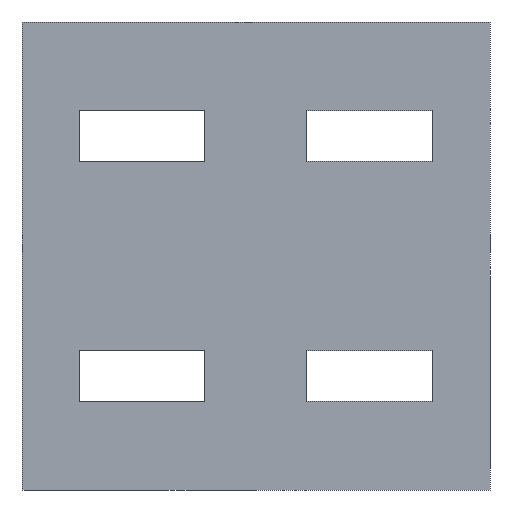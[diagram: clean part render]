
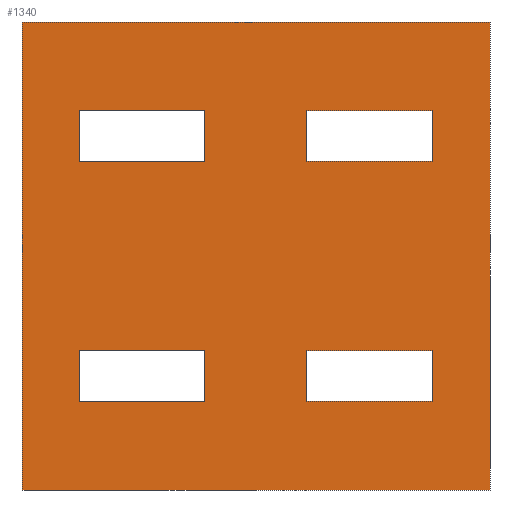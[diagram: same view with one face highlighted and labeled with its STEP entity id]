
A CAD part, front view. The second image highlights one B-rep face of the part: STEP entity #1340.
In plain terms, the highlighted planar face has unit normal (0, -1, 0).
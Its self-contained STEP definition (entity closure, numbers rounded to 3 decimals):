
#59=FACE_BOUND('',#155,.T.);
#60=FACE_BOUND('',#156,.T.);
#61=FACE_BOUND('',#157,.T.);
#62=FACE_BOUND('',#158,.T.);
#75=FACE_OUTER_BOUND('',#154,.T.);
#154=EDGE_LOOP('',(#934,#935,#936,#937));
#155=EDGE_LOOP('',(#938,#939,#940,#941));
#156=EDGE_LOOP('',(#942,#943,#944,#945));
#157=EDGE_LOOP('',(#946,#947,#948,#949));
#158=EDGE_LOOP('',(#950,#951,#952,#953));
#272=LINE('',#1988,#431);
#273=LINE('',#1990,#432);
#274=LINE('',#1992,#433);
#275=LINE('',#1993,#434);
#276=LINE('',#1996,#435);
#277=LINE('',#1998,#436);
#278=LINE('',#2000,#437);
#279=LINE('',#2001,#438);
#280=LINE('',#2004,#439);
#281=LINE('',#2006,#440);
#282=LINE('',#2008,#441);
#283=LINE('',#2009,#442);
#284=LINE('',#2012,#443);
#285=LINE('',#2014,#444);
#286=LINE('',#2016,#445);
#287=LINE('',#2017,#446);
#288=LINE('',#2020,#447);
#289=LINE('',#2022,#448);
#290=LINE('',#2024,#449);
#291=LINE('',#2025,#450);
#431=VECTOR('',#1575,78.);
#432=VECTOR('',#1576,78.);
#433=VECTOR('',#1577,78.);
#434=VECTOR('',#1578,78.);
#435=VECTOR('',#1579,21.);
#436=VECTOR('',#1580,8.5);
#437=VECTOR('',#1581,21.);
#438=VECTOR('',#1582,8.5);
#439=VECTOR('',#1583,8.5);
#440=VECTOR('',#1584,21.);
#441=VECTOR('',#1585,8.5);
#442=VECTOR('',#1586,21.);
#443=VECTOR('',#1587,8.5);
#444=VECTOR('',#1588,21.);
#445=VECTOR('',#1589,8.5);
#446=VECTOR('',#1590,21.);
#447=VECTOR('',#1591,21.);
#448=VECTOR('',#1592,8.5);
#449=VECTOR('',#1593,21.);
#450=VECTOR('',#1594,8.5);
#615=VERTEX_POINT('',#1986);
#616=VERTEX_POINT('',#1987);
#617=VERTEX_POINT('',#1989);
#618=VERTEX_POINT('',#1991);
#619=VERTEX_POINT('',#1994);
#620=VERTEX_POINT('',#1995);
#621=VERTEX_POINT('',#1997);
#622=VERTEX_POINT('',#1999);
#623=VERTEX_POINT('',#2002);
#624=VERTEX_POINT('',#2003);
#625=VERTEX_POINT('',#2005);
#626=VERTEX_POINT('',#2007);
#627=VERTEX_POINT('',#2010);
#628=VERTEX_POINT('',#2011);
#629=VERTEX_POINT('',#2013);
#630=VERTEX_POINT('',#2015);
#631=VERTEX_POINT('',#2018);
#632=VERTEX_POINT('',#2019);
#633=VERTEX_POINT('',#2021);
#634=VERTEX_POINT('',#2023);
#738=EDGE_CURVE('',#615,#616,#272,.T.);
#739=EDGE_CURVE('',#617,#616,#273,.T.);
#740=EDGE_CURVE('',#618,#617,#274,.T.);
#741=EDGE_CURVE('',#618,#615,#275,.T.);
#742=EDGE_CURVE('',#619,#620,#276,.T.);
#743=EDGE_CURVE('',#621,#619,#277,.T.);
#744=EDGE_CURVE('',#622,#621,#278,.T.);
#745=EDGE_CURVE('',#620,#622,#279,.T.);
#746=EDGE_CURVE('',#623,#624,#280,.T.);
#747=EDGE_CURVE('',#625,#623,#281,.T.);
#748=EDGE_CURVE('',#626,#625,#282,.T.);
#749=EDGE_CURVE('',#624,#626,#283,.T.);
#750=EDGE_CURVE('',#627,#628,#284,.T.);
#751=EDGE_CURVE('',#629,#627,#285,.T.);
#752=EDGE_CURVE('',#630,#629,#286,.T.);
#753=EDGE_CURVE('',#628,#630,#287,.T.);
#754=EDGE_CURVE('',#631,#632,#288,.T.);
#755=EDGE_CURVE('',#633,#631,#289,.T.);
#756=EDGE_CURVE('',#634,#633,#290,.T.);
#757=EDGE_CURVE('',#632,#634,#291,.T.);
#934=ORIENTED_EDGE('',*,*,#738,.T.);
#935=ORIENTED_EDGE('',*,*,#739,.F.);
#936=ORIENTED_EDGE('',*,*,#740,.F.);
#937=ORIENTED_EDGE('',*,*,#741,.T.);
#938=ORIENTED_EDGE('',*,*,#742,.F.);
#939=ORIENTED_EDGE('',*,*,#743,.F.);
#940=ORIENTED_EDGE('',*,*,#744,.F.);
#941=ORIENTED_EDGE('',*,*,#745,.F.);
#942=ORIENTED_EDGE('',*,*,#746,.F.);
#943=ORIENTED_EDGE('',*,*,#747,.F.);
#944=ORIENTED_EDGE('',*,*,#748,.F.);
#945=ORIENTED_EDGE('',*,*,#749,.F.);
#946=ORIENTED_EDGE('',*,*,#750,.F.);
#947=ORIENTED_EDGE('',*,*,#751,.F.);
#948=ORIENTED_EDGE('',*,*,#752,.F.);
#949=ORIENTED_EDGE('',*,*,#753,.F.);
#950=ORIENTED_EDGE('',*,*,#754,.F.);
#951=ORIENTED_EDGE('',*,*,#755,.F.);
#952=ORIENTED_EDGE('',*,*,#756,.F.);
#953=ORIENTED_EDGE('',*,*,#757,.F.);
#1290=PLANE('',#1419);
#1340=ADVANCED_FACE('',(#75,#59,#60,#61,#62),#1290,.F.);
#1419=AXIS2_PLACEMENT_3D('',#1985,#1573,#1574);
#1573=DIRECTION('center_axis',(0.,1.,0.));
#1574=DIRECTION('ref_axis',(0.,0.,1.));
#1575=DIRECTION('',(1.,0.,0.));
#1576=DIRECTION('',(0.,0.,-1.));
#1577=DIRECTION('',(1.,0.,0.));
#1578=DIRECTION('',(0.,0.,-1.));
#1579=DIRECTION('',(-1.,0.,0.));
#1580=DIRECTION('',(0.,0.,1.));
#1581=DIRECTION('',(1.,0.,0.));
#1582=DIRECTION('',(0.,0.,-1.));
#1583=DIRECTION('',(0.,0.,-1.));
#1584=DIRECTION('',(-1.,0.,0.));
#1585=DIRECTION('',(0.,0.,1.));
#1586=DIRECTION('',(1.,0.,0.));
#1587=DIRECTION('',(0.,0.,-1.));
#1588=DIRECTION('',(-1.,0.,0.));
#1589=DIRECTION('',(0.,0.,1.));
#1590=DIRECTION('',(1.,0.,0.));
#1591=DIRECTION('',(1.,0.,0.));
#1592=DIRECTION('',(0.,0.,-1.));
#1593=DIRECTION('',(-1.,0.,0.));
#1594=DIRECTION('',(0.,0.,1.));
#1985=CARTESIAN_POINT('Origin',(0.,0.,78.));
#1986=CARTESIAN_POINT('',(0.,0.,0.));
#1987=CARTESIAN_POINT('',(78.,0.,0.));
#1988=CARTESIAN_POINT('',(0.,0.,0.));
#1989=CARTESIAN_POINT('',(78.,0.,78.));
#1990=CARTESIAN_POINT('',(78.,0.,78.));
#1991=CARTESIAN_POINT('',(0.,0.,78.));
#1992=CARTESIAN_POINT('',(0.,0.,78.));
#1993=CARTESIAN_POINT('',(0.,0.,78.));
#1994=CARTESIAN_POINT('',(30.5,0.,63.25));
#1995=CARTESIAN_POINT('',(9.5,0.,63.25));
#1996=CARTESIAN_POINT('',(30.5,0.,63.25));
#1997=CARTESIAN_POINT('',(30.5,0.,54.75));
#1998=CARTESIAN_POINT('',(30.5,0.,63.25));
#1999=CARTESIAN_POINT('',(9.5,0.,54.75));
#2000=CARTESIAN_POINT('',(30.5,0.,54.75));
#2001=CARTESIAN_POINT('',(9.5,0.,63.25));
#2002=CARTESIAN_POINT('',(47.5,0.,23.25));
#2003=CARTESIAN_POINT('',(47.5,0.,14.75));
#2004=CARTESIAN_POINT('',(47.5,0.,14.75));
#2005=CARTESIAN_POINT('',(68.5,0.,23.25));
#2006=CARTESIAN_POINT('',(47.5,0.,23.25));
#2007=CARTESIAN_POINT('',(68.5,0.,14.75));
#2008=CARTESIAN_POINT('',(68.5,0.,14.75));
#2009=CARTESIAN_POINT('',(47.5,0.,14.75));
#2010=CARTESIAN_POINT('',(47.5,0.,63.25));
#2011=CARTESIAN_POINT('',(47.5,0.,54.75));
#2012=CARTESIAN_POINT('',(47.5,0.,63.25));
#2013=CARTESIAN_POINT('',(68.5,0.,63.25));
#2014=CARTESIAN_POINT('',(47.5,0.,63.25));
#2015=CARTESIAN_POINT('',(68.5,0.,54.75));
#2016=CARTESIAN_POINT('',(68.5,0.,63.25));
#2017=CARTESIAN_POINT('',(47.5,0.,54.75));
#2018=CARTESIAN_POINT('',(9.5,0.,14.75));
#2019=CARTESIAN_POINT('',(30.5,0.,14.75));
#2020=CARTESIAN_POINT('',(30.5,0.,14.75));
#2021=CARTESIAN_POINT('',(9.5,0.,23.25));
#2022=CARTESIAN_POINT('',(9.5,0.,14.75));
#2023=CARTESIAN_POINT('',(30.5,0.,23.25));
#2024=CARTESIAN_POINT('',(30.5,0.,23.25));
#2025=CARTESIAN_POINT('',(30.5,0.,14.75));
